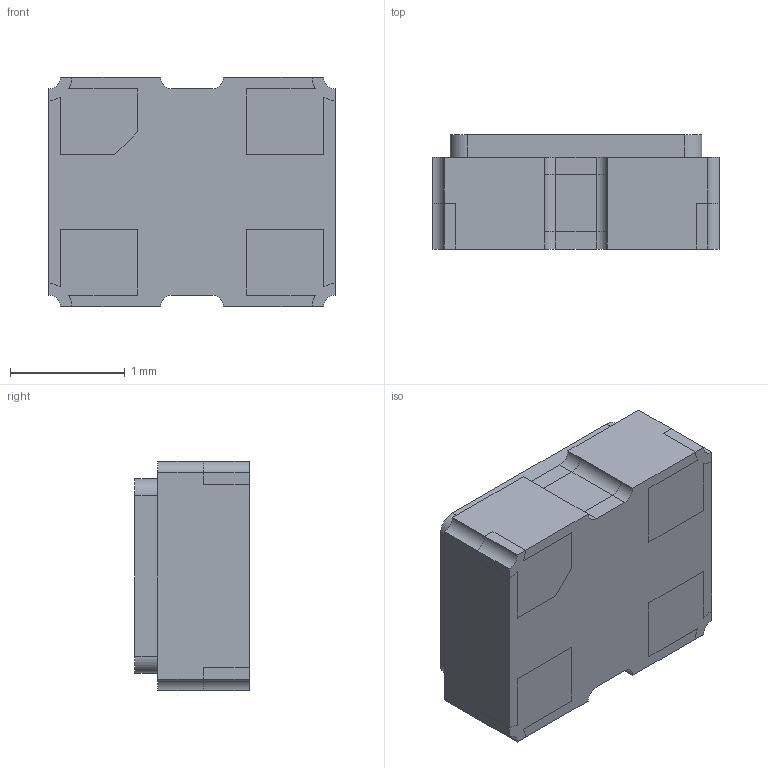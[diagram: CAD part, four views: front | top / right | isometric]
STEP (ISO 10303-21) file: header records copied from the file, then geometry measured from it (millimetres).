
FILE_DESCRIPTION (( 'STEP AP214' ), '1' );
FILE_NAME ('ECS-327MVATX-2-CN-TR.STEP', '2024-09-09T20:37:33', ( '' ), ( '' ), 'SwSTEP 2.0', 'SolidWorks 2021', '' );
FILE_SCHEMA (( 'AUTOMOTIVE_DESIGN' ));
Length unit declared in the file: millimetre
Products named in the file (1): ECS-327MVATX-2-CN-TR
Bounding box: 2.5 x 1 x 2 mm (x, y, z)
Volume: 4.6 mm3; surface area: 45.3 mm2
Topology: 8 solids, 8 shells, 129 faces, 334 edges, 220 vertices
Faces by surface type: plane 85, cylinder 44
Entity records: 4033 total; most frequent: CARTESIAN_POINT 684, DIRECTION 682, ORIENTED_EDGE 668, EDGE_CURVE 334, VECTOR 246, LINE 246, VERTEX_POINT 220, AXIS2_PLACEMENT_3D 218
